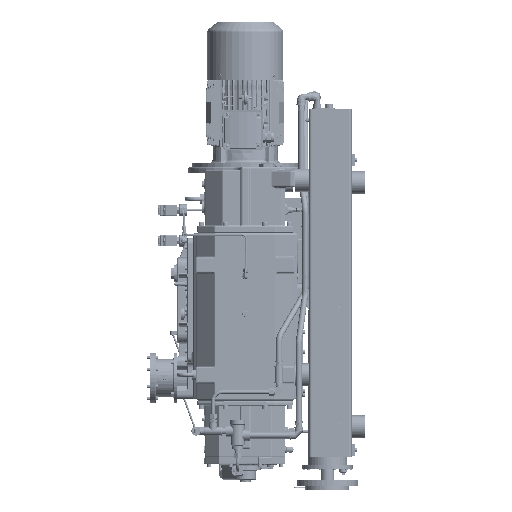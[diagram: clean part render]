
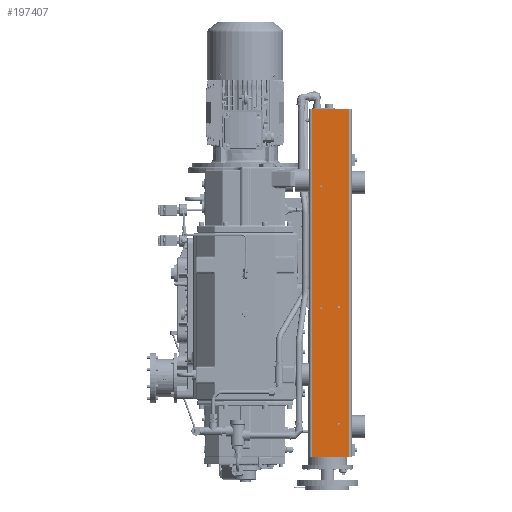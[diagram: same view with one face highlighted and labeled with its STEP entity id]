
A CAD part, left-side view. The second image highlights one B-rep face of the part: STEP entity #197407.
In plain terms, the highlighted planar face has unit normal (-1, 0, 0).
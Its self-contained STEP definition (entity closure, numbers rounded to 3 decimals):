
#4541=FACE_BOUND('',#29192,.T.);
#4542=FACE_BOUND('',#29193,.T.);
#4543=FACE_BOUND('',#29194,.T.);
#4544=FACE_BOUND('',#29195,.T.);
#7565=PLANE('',#213533);
#16715=FACE_OUTER_BOUND('',#29191,.T.);
#29191=EDGE_LOOP('',(#149053,#149054,#149055,#149056));
#29192=EDGE_LOOP('',(#149057,#149058));
#29193=EDGE_LOOP('',(#149059,#149060));
#29194=EDGE_LOOP('',(#149061,#149062));
#29195=EDGE_LOOP('',(#149063,#149064));
#45490=CIRCLE('',#213534,3.4);
#45491=CIRCLE('',#213535,3.4);
#45492=CIRCLE('',#213536,3.4);
#45493=CIRCLE('',#213537,3.4);
#45494=CIRCLE('',#213538,3.4);
#45495=CIRCLE('',#213539,3.4);
#45496=CIRCLE('',#213540,3.4);
#45497=CIRCLE('',#213541,3.4);
#56827=LINE('',#322400,#70556);
#56828=LINE('',#322404,#70557);
#56829=LINE('',#322406,#70558);
#56830=LINE('',#322407,#70559);
#70556=VECTOR('',#247401,1.);
#70557=VECTOR('',#247406,1.);
#70558=VECTOR('',#247407,1.);
#70559=VECTOR('',#247408,1.);
#85857=VERTEX_POINT('',#322397);
#85858=VERTEX_POINT('',#322399);
#85859=VERTEX_POINT('',#322403);
#85860=VERTEX_POINT('',#322405);
#85861=VERTEX_POINT('',#322408);
#85862=VERTEX_POINT('',#322409);
#85863=VERTEX_POINT('',#322412);
#85864=VERTEX_POINT('',#322413);
#85865=VERTEX_POINT('',#322416);
#85866=VERTEX_POINT('',#322417);
#85867=VERTEX_POINT('',#322420);
#85868=VERTEX_POINT('',#322421);
#108852=EDGE_CURVE('',#85858,#85857,#56827,.T.);
#108854=EDGE_CURVE('',#85857,#85859,#56828,.T.);
#108855=EDGE_CURVE('',#85860,#85859,#56829,.T.);
#108856=EDGE_CURVE('',#85858,#85860,#56830,.T.);
#108857=EDGE_CURVE('',#85861,#85862,#45490,.T.);
#108858=EDGE_CURVE('',#85862,#85861,#45491,.T.);
#108859=EDGE_CURVE('',#85863,#85864,#45492,.T.);
#108860=EDGE_CURVE('',#85864,#85863,#45493,.T.);
#108861=EDGE_CURVE('',#85865,#85866,#45494,.T.);
#108862=EDGE_CURVE('',#85866,#85865,#45495,.T.);
#108863=EDGE_CURVE('',#85867,#85868,#45496,.T.);
#108864=EDGE_CURVE('',#85868,#85867,#45497,.T.);
#149053=ORIENTED_EDGE('',*,*,#108854,.T.);
#149054=ORIENTED_EDGE('',*,*,#108855,.F.);
#149055=ORIENTED_EDGE('',*,*,#108856,.F.);
#149056=ORIENTED_EDGE('',*,*,#108852,.T.);
#149057=ORIENTED_EDGE('',*,*,#108857,.T.);
#149058=ORIENTED_EDGE('',*,*,#108858,.T.);
#149059=ORIENTED_EDGE('',*,*,#108859,.T.);
#149060=ORIENTED_EDGE('',*,*,#108860,.T.);
#149061=ORIENTED_EDGE('',*,*,#108861,.T.);
#149062=ORIENTED_EDGE('',*,*,#108862,.T.);
#149063=ORIENTED_EDGE('',*,*,#108863,.T.);
#149064=ORIENTED_EDGE('',*,*,#108864,.T.);
#197407=ADVANCED_FACE('',(#16715,#4541,#4542,#4543,#4544),#7565,.F.);
#213533=AXIS2_PLACEMENT_3D('',#322402,#247404,#247405);
#213534=AXIS2_PLACEMENT_3D('',#322410,#247409,#247410);
#213535=AXIS2_PLACEMENT_3D('',#322411,#247411,#247412);
#213536=AXIS2_PLACEMENT_3D('',#322414,#247413,#247414);
#213537=AXIS2_PLACEMENT_3D('',#322415,#247415,#247416);
#213538=AXIS2_PLACEMENT_3D('',#322418,#247417,#247418);
#213539=AXIS2_PLACEMENT_3D('',#322419,#247419,#247420);
#213540=AXIS2_PLACEMENT_3D('',#322422,#247421,#247422);
#213541=AXIS2_PLACEMENT_3D('',#322423,#247423,#247424);
#247401=DIRECTION('',(0.,0.,-1.));
#247404=DIRECTION('center_axis',(1.,0.,0.));
#247405=DIRECTION('ref_axis',(0.,0.,
1.));
#247406=DIRECTION('',(0.,-1.,0.));
#247407=DIRECTION('',(0.,0.,-1.));
#247408=DIRECTION('',(0.,-1.,0.));
#247409=DIRECTION('center_axis',(1.,0.,0.));
#247410=DIRECTION('ref_axis',(0.,0.,
1.));
#247411=DIRECTION('center_axis',(1.,0.,0.));
#247412=DIRECTION('ref_axis',(0.,0.,
1.));
#247413=DIRECTION('center_axis',(1.,0.,0.));
#247414=DIRECTION('ref_axis',(0.,0.,
1.));
#247415=DIRECTION('center_axis',(1.,0.,0.));
#247416=DIRECTION('ref_axis',(0.,0.,
1.));
#247417=DIRECTION('center_axis',(1.,0.,0.));
#247418=DIRECTION('ref_axis',(0.,0.,
1.));
#247419=DIRECTION('center_axis',(1.,0.,0.));
#247420=DIRECTION('ref_axis',(0.,0.,
1.));
#247421=DIRECTION('center_axis',(1.,0.,0.));
#247422=DIRECTION('ref_axis',(0.,0.,
1.));
#247423=DIRECTION('center_axis',(1.,0.,0.));
#247424=DIRECTION('ref_axis',(0.,0.,
1.));
#322397=CARTESIAN_POINT('',(-155.,-218.,-185.));
#322399=CARTESIAN_POINT('',(-155.,-218.,957.));
#322400=CARTESIAN_POINT('',(-155.,-218.,957.));
#322402=CARTESIAN_POINT('Origin',(-155.,-218.,957.));
#322403=CARTESIAN_POINT('',(-155.,-338.,-185.));
#322404=CARTESIAN_POINT('',(-155.,-218.,-185.));
#322405=CARTESIAN_POINT('',(-155.,-338.,957.));
#322406=CARTESIAN_POINT('',(-155.,-338.,957.));
#322407=CARTESIAN_POINT('',(-155.,-218.,957.));
#322408=CARTESIAN_POINT('',(-155.,-249.,706.4));
#322409=CARTESIAN_POINT('',(-155.,-245.6,703.));
#322410=CARTESIAN_POINT('Origin',(-155.,-249.,703.));
#322411=CARTESIAN_POINT('Origin',(-155.,-249.,703.));
#322412=CARTESIAN_POINT('',(-155.,-249.,306.4));
#322413=CARTESIAN_POINT('',(-155.,-245.6,303.));
#322414=CARTESIAN_POINT('Origin',(-155.,-249.,303.));
#322415=CARTESIAN_POINT('Origin',(-155.,-249.,303.));
#322416=CARTESIAN_POINT('',(-155.,-306.,310.4));
#322417=CARTESIAN_POINT('',(-155.,-302.6,307.));
#322418=CARTESIAN_POINT('Origin',(-155.,-306.,307.));
#322419=CARTESIAN_POINT('Origin',(-155.,-306.,307.));
#322420=CARTESIAN_POINT('',(-155.,-306.,-71.6));
#322421=CARTESIAN_POINT('',(-155.,-302.6,-75.));
#322422=CARTESIAN_POINT('Origin',(-155.,-306.,-75.));
#322423=CARTESIAN_POINT('Origin',(-155.,-306.,-75.));
